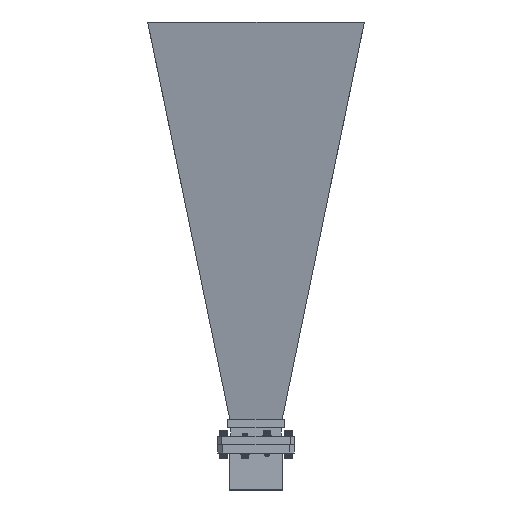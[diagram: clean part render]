
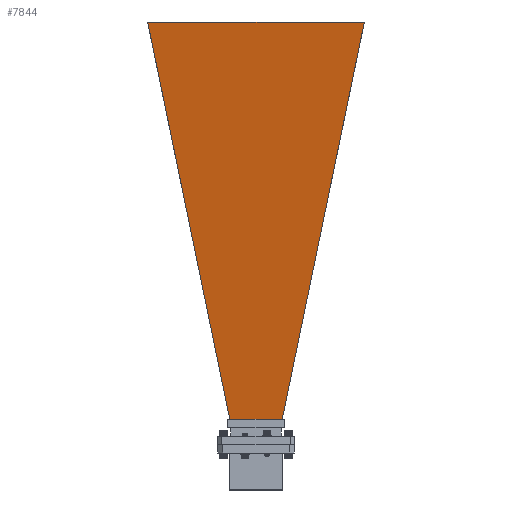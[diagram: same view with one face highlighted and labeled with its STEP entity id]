
A CAD part, front view. The second image highlights one B-rep face of the part: STEP entity #7844.
In plain terms, the highlighted face is planar.
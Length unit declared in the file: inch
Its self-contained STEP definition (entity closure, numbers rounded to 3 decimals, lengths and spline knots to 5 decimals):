
#221 = CARTESIAN_POINT ( 'NONE',  ( 1.31331, 2.83892, 0.80682 ) ) ;
#342 = DIRECTION ( 'NONE',  ( 1., 0., 0. ) ) ;
#468 = VERTEX_POINT ( 'NONE', #3716 ) ;
#590 = AXIS2_PLACEMENT_3D ( 'NONE', #14749, #5807, #9080 ) ;
#647 = LINE ( 'NONE', #7651, #12445 ) ;
#950 = CARTESIAN_POINT ( 'NONE',  ( 3.2202, 12.06129, 2.347 ) ) ;
#1057 = VERTEX_POINT ( 'NONE', #3846 ) ;
#1553 = VECTOR ( 'NONE', #2710, 39.37008 ) ;
#1698 = ORIENTED_EDGE ( 'NONE', *, *, #6905, .F. ) ;
#1856 = DIRECTION ( 'NONE',  ( 1., 0., 0. ) ) ;
#2005 = EDGE_CURVE ( 'NONE', #468, #9110, #647, .T. ) ;
#2558 = LINE ( 'NONE', #221, #13122 ) ;
#2710 = DIRECTION ( 'NONE',  ( 0.2, -0.966, -0.161 ) ) ;
#2988 = ORIENTED_EDGE ( 'NONE', *, *, #9392, .T. ) ;
#3716 = CARTESIAN_POINT ( 'NONE',  ( -0.778, 0.25, 0.37446 ) ) ;
#3803 = CARTESIAN_POINT ( 'NONE',  ( -1.31331, 2.83892, 0.80682 ) ) ;
#3846 = CARTESIAN_POINT ( 'NONE',  ( -3.2202, 12.06129, 2.347 ) ) ;
#4758 = FACE_OUTER_BOUND ( 'NONE', #7786, .T. ) ;
#5807 = DIRECTION ( 'NONE',  ( 0., -0.165, 0.986 ) ) ;
#6018 = CARTESIAN_POINT ( 'NONE',  ( -14.18341, 12.06129, 2.347 ) ) ;
#6905 = EDGE_CURVE ( 'NONE', #1057, #11908, #11601, .T. ) ;
#7001 = PLANE ( 'NONE',  #590 ) ;
#7651 = CARTESIAN_POINT ( 'NONE',  ( -14.18341, 0.25, 0.37446 ) ) ;
#7786 = EDGE_LOOP ( 'NONE', ( #2988, #1698, #8426, #13159 ) ) ;
#7844 = ADVANCED_FACE ( 'NONE', ( #4758 ), #7001, .T. ) ;
#8281 = DIRECTION ( 'NONE',  ( 0.2, 0.966, 0.161 ) ) ;
#8426 = ORIENTED_EDGE ( 'NONE', *, *, #8682, .T. ) ;
#8682 = EDGE_CURVE ( 'NONE', #1057, #468, #14021, .T. ) ;
#9080 = DIRECTION ( 'NONE',  ( 0., -0.986, -0.165 ) ) ;
#9110 = VERTEX_POINT ( 'NONE', #14040 ) ;
#9392 = EDGE_CURVE ( 'NONE', #9110, #11908, #2558, .T. ) ;
#11227 = VECTOR ( 'NONE', #342, 39.37008 ) ;
#11601 = LINE ( 'NONE', #6018, #11227 ) ;
#11908 = VERTEX_POINT ( 'NONE', #950 ) ;
#12445 = VECTOR ( 'NONE', #1856, 39.37008 ) ;
#13122 = VECTOR ( 'NONE', #8281, 39.37008 ) ;
#13159 = ORIENTED_EDGE ( 'NONE', *, *, #2005, .T. ) ;
#14021 = LINE ( 'NONE', #3803, #1553 ) ;
#14040 = CARTESIAN_POINT ( 'NONE',  ( 0.778, 0.25, 0.37446 ) ) ;
#14749 = CARTESIAN_POINT ( 'NONE',  ( -14.18341, 0.25, 0.37446 ) ) ;
